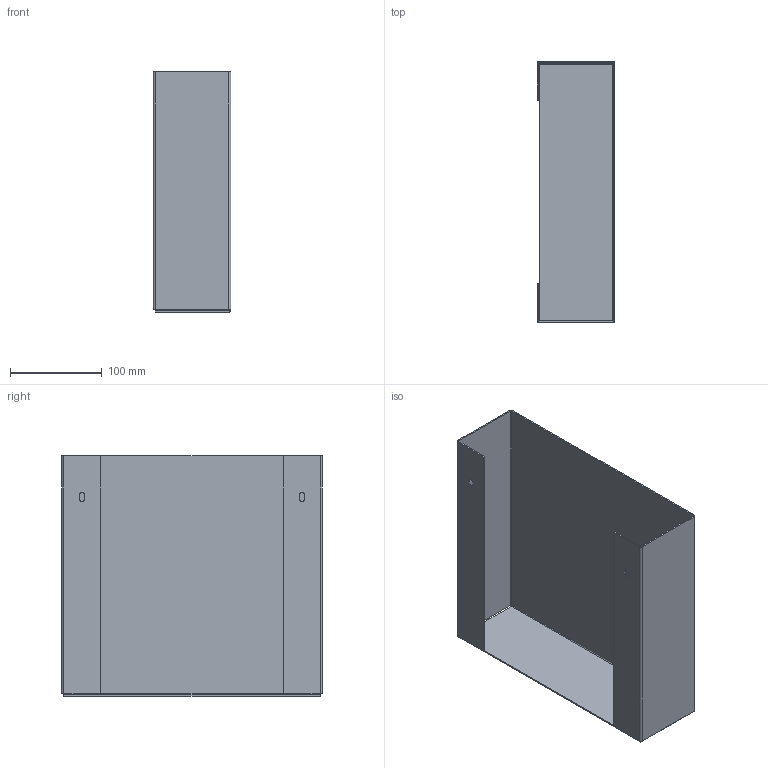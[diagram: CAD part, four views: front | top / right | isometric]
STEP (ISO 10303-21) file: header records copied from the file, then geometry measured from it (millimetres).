
FILE_DESCRIPTION(('FreeCAD Model'),'2;1');
FILE_NAME('Open CASCADE Shape Model','2022-07-01T12:14:28',('Author'),( ''),'Open CASCADE STEP processor 7.5','FreeCAD','Unknown');
FILE_SCHEMA(('AUTOMOTIVE_DESIGN { 1 0 10303 214 1 1 1 1 }'));
Length unit declared in the file: millimetre
Products named in the file (1): Body
Bounding box: 85 x 285 x 262.5 mm (x, y, z)
Volume: 241686 mm3; surface area: 324949.8 mm2
Topology: 1 solids, 1 shells, 54 faces, 116 edges, 64 vertices
Faces by surface type: plane 40, cylinder 14
Entity records: 2970 total; most frequent: CARTESIAN_POINT 515, DIRECTION 478, LINE 292, VECTOR 292, ORIENTED_EDGE 232, PCURVE 232, DEFINITIONAL_REPRESENTATION 232, EDGE_CURVE 116
